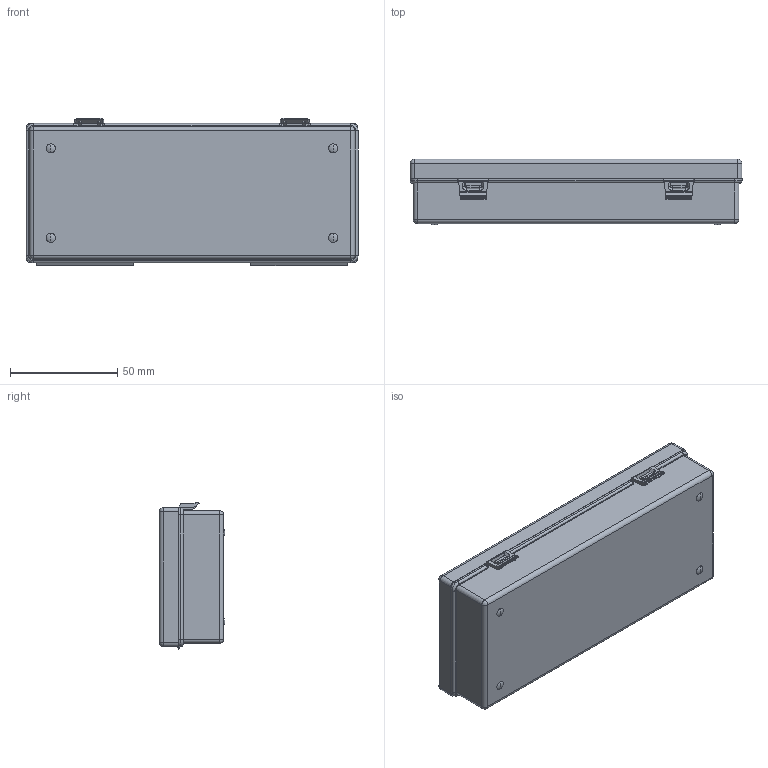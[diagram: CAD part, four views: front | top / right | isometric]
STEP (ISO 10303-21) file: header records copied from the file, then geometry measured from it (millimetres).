
FILE_DESCRIPTION (( 'STEP AP214' ), '1' );
FILE_NAME ('B141 Êîðîáêà ïëàñòèêîâàÿ, 155x65x30 ìì.STEP', '2020-02-26T08:00:14', ( 'Ïîëüçîâàòåëü Windows' ), ( '' ), 'SwSTEP 2.0', 'SolidWorks 2019', '' );
FILE_SCHEMA (( 'AUTOMOTIVE_DESIGN' ));
Length unit declared in the file: millimetre
Products named in the file (4): B141 ч鸗鍆趌00; B141 Êðûøêà_12; B141 Êîðîáêà ïëàñòèêîâàÿ, 155x65x30 ìì; B141 澎觐耱黖00
Assembly tree (4 placements, depth 2):
  B141 Êîðîáêà ïëàñòèêîâàÿ, 155x65x30 ìì
    B141 澎觐耱黖00
    B141 ч鸗鍆趌00  x2
    B141 Êðûøêà_12
Bounding box: 155 x 30.6 x 69.01 mm (x, y, z)
Volume: 45762.2 mm3; surface area: 66618.5 mm2
Topology: 12 solids, 12 shells, 337 faces, 850 edges, 524 vertices
Faces by surface type: plane 189, cylinder 112, sphere 16, torus 12, bspline 8
Entity records: 8678 total; most frequent: CARTESIAN_POINT 1855, DIRECTION 1378, ORIENTED_EDGE 1368, EDGE_CURVE 684, AXIS2_PLACEMENT_3D 461, VECTOR 456, LINE 456, VERTEX_POINT 430
